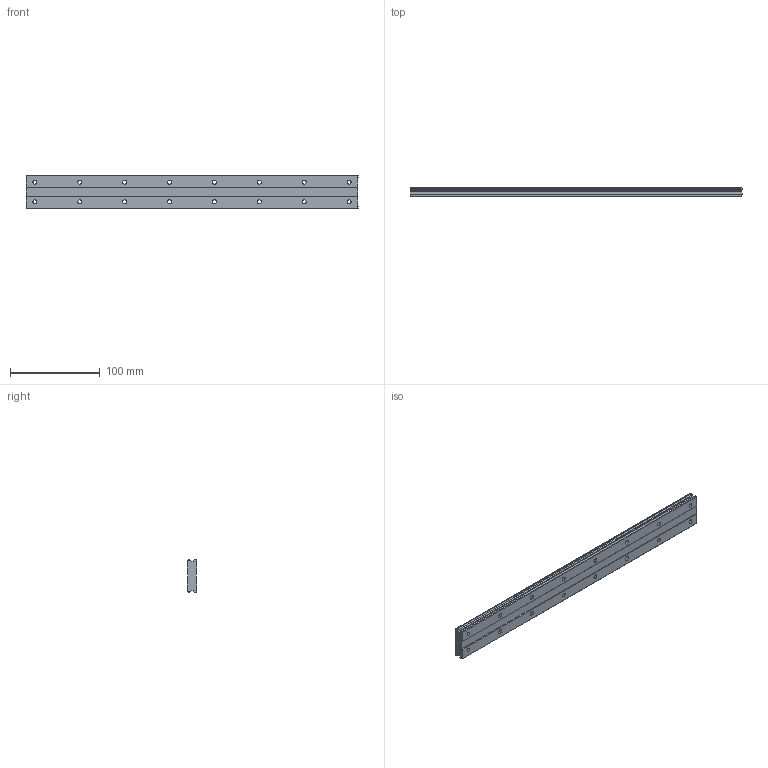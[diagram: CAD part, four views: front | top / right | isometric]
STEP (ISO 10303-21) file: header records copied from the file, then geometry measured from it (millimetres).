
FILE_DESCRIPTION (( 'STEP AP214' ), '1' );
FILE_NAME ('HRW21CA1UU-370L_G10_0_B-M6F_155-6_0_0_0_1.STEP', '2021-07-02T10:23:29', ( '' ), ( '' ), 'SwSTEP 2.0', 'SolidWorks 2021', '' );
FILE_SCHEMA (( 'AUTOMOTIVE_DESIGN' ));
Length unit declared in the file: millimetre
Products named in the file (2): _HRW21CA37010 Track; HRW21CA1UU-370L_G10_0_B-M6F_155-6_0_0_0_1
Assembly tree (1 placements, depth 2):
  HRW21CA1UU-370L_G10_0_B-M6F_155-6_0_0_0_1
    _HRW21CA37010 Track
Bounding box: 370 x 11 x 37 mm (x, y, z)
Volume: 133226.4 mm3; surface area: 40315.9 mm2
Topology: 1 solids, 1 shells, 114 faces, 288 edges, 192 vertices
Faces by surface type: cylinder 68, plane 46
Entity records: 3618 total; most frequent: DIRECTION 660, CARTESIAN_POINT 598, ORIENTED_EDGE 576, EDGE_CURVE 288, AXIS2_PLACEMENT_3D 254, VERTEX_POINT 192, EDGE_LOOP 162, LINE 152
